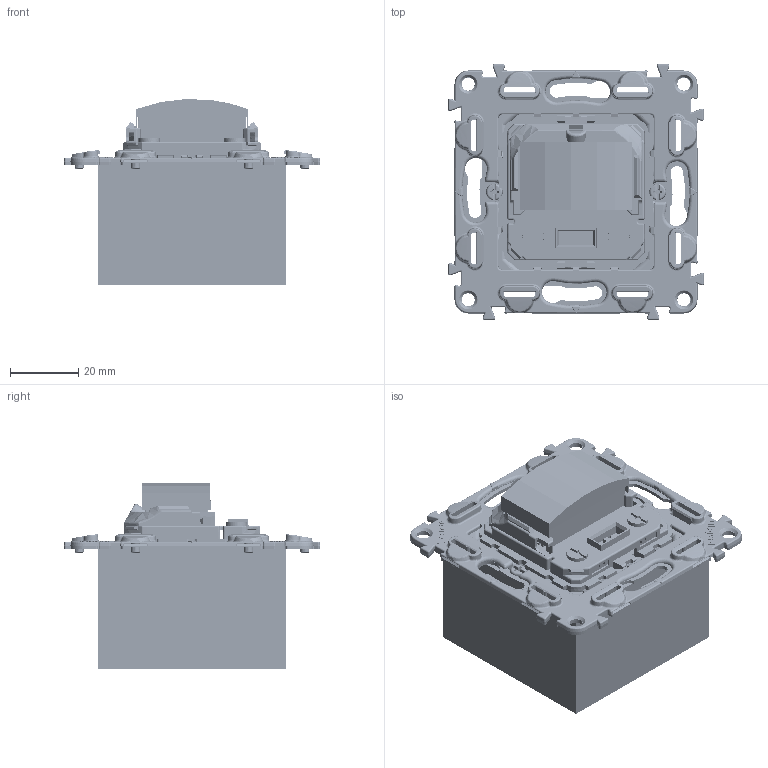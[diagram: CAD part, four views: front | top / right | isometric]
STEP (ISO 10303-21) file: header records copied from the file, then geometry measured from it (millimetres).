
FILE_DESCRIPTION(('CATIA V5 STEP Exchange','CAx-IF Rec.Pracs.--- Model Styling and Organization---1.4--- 2014-01-23'),'2;1');
FILE_NAME('752070_AllCATPart.stp','2020-02-28T14:02:06+00:00',('none'),('none'),'CATIA Version 5-6 Release 2017 SP3','CATIA V5 STEP AP214','none');
FILE_SCHEMA(('AUTOMOTIVE_DESIGN { 1 0 10303 214 1 1 1 1 }'));
Products named in the file (1): 752070_AllCATPart
Bounding box: 74.7 x 74.7 x 54.33 mm (x, y, z)
Volume: 109177.6 mm3; surface area: 41754.6 mm2
Topology: 2 solids, 10 shells, 9120 faces, 26178 edges, 17166 vertices
Faces by surface type: plane 7026, cylinder 1121, bspline 468, cone 279, torus 176, sphere 36, extrusion 14
Entity records: 326215 total; most frequent: CARTESIAN_POINT 95726, ORIENTED_EDGE 52208, DIRECTION 37708, EDGE_CURVE 26104, VECTOR 20392, LINE 20378, VERTEX_POINT 17166, EDGE_LOOP 9690
